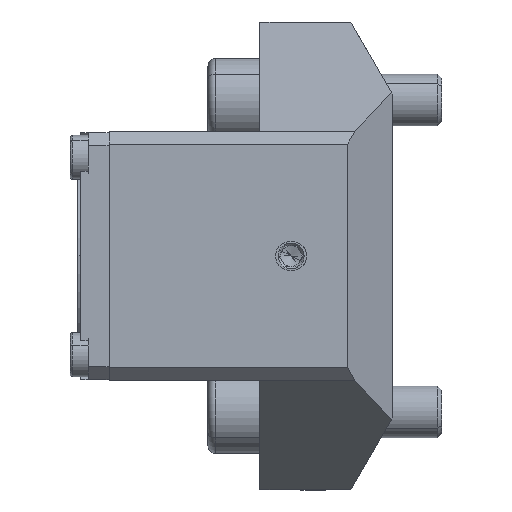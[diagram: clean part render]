
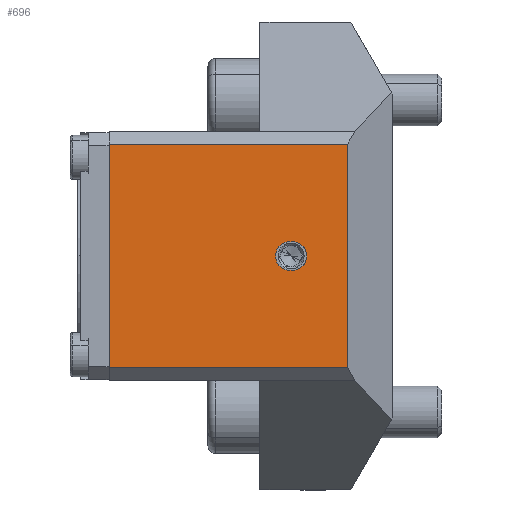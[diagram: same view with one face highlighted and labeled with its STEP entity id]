
A CAD part, left-side view. The second image highlights one B-rep face of the part: STEP entity #696.
In plain terms, the highlighted planar face has unit normal (-1, 0, 0).
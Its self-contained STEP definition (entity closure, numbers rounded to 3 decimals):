
#337 = VERTEX_POINT ( 'NONE', #18638 ) ;
#374 = CARTESIAN_POINT ( 'NONE',  ( -77., 11.25, -2.75 ) ) ;
#417 = CARTESIAN_POINT ( 'NONE',  ( -77., 0.66, 21.5 ) ) ;
#575 = DIRECTION ( 'NONE',  ( 0., 1., 0. ) ) ;
#696 = ADVANCED_FACE ( 'NONE', ( #8507, #8012 ), #17499, .F. ) ;
#853 = CARTESIAN_POINT ( 'NONE',  ( -77., 11.25, 2.75 ) ) ;
#910 = VECTOR ( 'NONE', #8200, 1000. ) ;
#1404 = ORIENTED_EDGE ( 'NONE', *, *, #12769, .T. ) ;
#1634 = CARTESIAN_POINT ( 'NONE',  ( -77., 11.75, -2.75 ) ) ;
#1765 = VERTEX_POINT ( 'NONE', #1634 ) ;
#2008 = EDGE_LOOP ( 'NONE', ( #1404, #19309, #19573, #10798 ) ) ;
#2519 = VERTEX_POINT ( 'NONE', #417 ) ;
#3096 = EDGE_CURVE ( 'NONE', #20689, #7823, #4998, .T. ) ;
#3145 = DIRECTION ( 'NONE',  ( 1., 0., 0. ) ) ;
#3148 = EDGE_CURVE ( 'NONE', #8943, #1765, #20092, .T. ) ;
#3230 = ORIENTED_EDGE ( 'NONE', *, *, #15101, .T. ) ;
#3382 = CARTESIAN_POINT ( 'NONE',  ( -77., -8., -21.5 ) ) ;
#3690 = ORIENTED_EDGE ( 'NONE', *, *, #11968, .F. ) ;
#3955 = CARTESIAN_POINT ( 'NONE',  ( -77., 0.66, 45. ) ) ;
#4076 = EDGE_CURVE ( 'NONE', #1765, #20689, #5963, .T. ) ;
#4412 = EDGE_CURVE ( 'NONE', #337, #11178, #5697, .T. ) ;
#4504 = CARTESIAN_POINT ( 'NONE',  ( -77., 11.25, 2.75 ) ) ;
#4561 = VECTOR ( 'NONE', #575, 1000. ) ;
#4998 = LINE ( 'NONE', #853, #17350 ) ;
#5533 = VECTOR ( 'NONE', #13367, 1000. ) ;
#5562 = LINE ( 'NONE', #11849, #4561 ) ;
#5633 = VERTEX_POINT ( 'NONE', #19078 ) ;
#5697 = LINE ( 'NONE', #3382, #910 ) ;
#5963 = CIRCLE ( 'NONE', #13816, 2.75 ) ;
#6033 = LINE ( 'NONE', #6901, #5533 ) ;
#6901 = CARTESIAN_POINT ( 'NONE',  ( -77., 46.5, 45. ) ) ;
#7276 = EDGE_LOOP ( 'NONE', ( #12828, #9594, #3690, #3230 ) ) ;
#7448 = DIRECTION ( 'NONE',  ( 1., 0., 0. ) ) ;
#7638 = CARTESIAN_POINT ( 'NONE',  ( -77., 11.25, 0. ) ) ;
#7732 = CIRCLE ( 'NONE', #13133, 2.75 ) ;
#7823 = VERTEX_POINT ( 'NONE', #4504 ) ;
#8012 = FACE_BOUND ( 'NONE', #2008, .T. ) ;
#8145 = CARTESIAN_POINT ( 'NONE',  ( -77., 11.75, 2.75 ) ) ;
#8200 = DIRECTION ( 'NONE',  ( 0., 1., 0. ) ) ;
#8507 = FACE_OUTER_BOUND ( 'NONE', #7276, .T. ) ;
#8943 = VERTEX_POINT ( 'NONE', #374 ) ;
#9227 = DIRECTION ( 'NONE',  ( 0., 0., -1. ) ) ;
#9594 = ORIENTED_EDGE ( 'NONE', *, *, #4412, .F. ) ;
#10667 = CARTESIAN_POINT ( 'NONE',  ( -77., 11.25, -2.75 ) ) ;
#10798 = ORIENTED_EDGE ( 'NONE', *, *, #3096, .T. ) ;
#11178 = VERTEX_POINT ( 'NONE', #12516 ) ;
#11256 = LINE ( 'NONE', #3955, #19779 ) ;
#11262 = CARTESIAN_POINT ( 'NONE',  ( -77., 0.66, 45. ) ) ;
#11849 = CARTESIAN_POINT ( 'NONE',  ( -77., -8., 21.5 ) ) ;
#11968 = EDGE_CURVE ( 'NONE', #2519, #337, #11256, .T. ) ;
#12516 = CARTESIAN_POINT ( 'NONE',  ( -77., 46.5, -21.5 ) ) ;
#12769 = EDGE_CURVE ( 'NONE', #7823, #8943, #7732, .T. ) ;
#12828 = ORIENTED_EDGE ( 'NONE', *, *, #16982, .T. ) ;
#13133 = AXIS2_PLACEMENT_3D ( 'NONE', #7638, #18844, #9227 ) ;
#13367 = DIRECTION ( 'NONE',  ( 0., 0., -1. ) ) ;
#13530 = DIRECTION ( 'NONE',  ( 0., 0., -1. ) ) ;
#13816 = AXIS2_PLACEMENT_3D ( 'NONE', #17050, #7448, #18665 ) ;
#14424 = DIRECTION ( 'NONE',  ( 0., 0., -1. ) ) ;
#15101 = EDGE_CURVE ( 'NONE', #2519, #5633, #5562, .T. ) ;
#15493 = DIRECTION ( 'NONE',  ( 0., 1., 0. ) ) ;
#15835 = VECTOR ( 'NONE', #15493, 1000. ) ;
#16982 = EDGE_CURVE ( 'NONE', #5633, #11178, #6033, .T. ) ;
#17050 = CARTESIAN_POINT ( 'NONE',  ( -77., 11.75, 0. ) ) ;
#17350 = VECTOR ( 'NONE', #20139, 1000. ) ;
#17499 = PLANE ( 'NONE',  #19308 ) ;
#18638 = CARTESIAN_POINT ( 'NONE',  ( -77., 0.66, -21.5 ) ) ;
#18665 = DIRECTION ( 'NONE',  ( 0., 0., -1. ) ) ;
#18844 = DIRECTION ( 'NONE',  ( 1., 0., 0. ) ) ;
#19078 = CARTESIAN_POINT ( 'NONE',  ( -77., 46.5, 21.5 ) ) ;
#19308 = AXIS2_PLACEMENT_3D ( 'NONE', #11262, #3145, #14424 ) ;
#19309 = ORIENTED_EDGE ( 'NONE', *, *, #3148, .T. ) ;
#19573 = ORIENTED_EDGE ( 'NONE', *, *, #4076, .T. ) ;
#19779 = VECTOR ( 'NONE', #13530, 1000. ) ;
#20092 = LINE ( 'NONE', #10667, #15835 ) ;
#20139 = DIRECTION ( 'NONE',  ( 0., -1., 0. ) ) ;
#20689 = VERTEX_POINT ( 'NONE', #8145 ) ;
